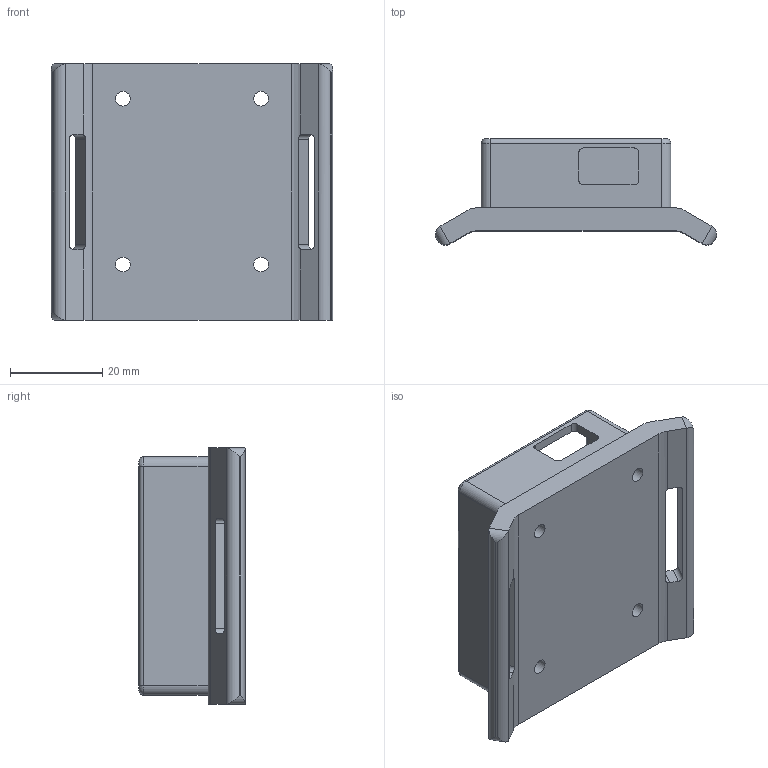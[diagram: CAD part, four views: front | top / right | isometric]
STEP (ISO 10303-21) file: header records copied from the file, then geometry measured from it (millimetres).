
FILE_DESCRIPTION(/* description */ (''),/* implementation_level */ '2;1');
FILE_NAME(/* name */ 'bottom_part_7.stp',/* time_stamp */ '2025-10-02T17:54:35+02:00',/* author */ ('Zenkner'),/* organization */ (''),/* preprocessor_version */ 'ST-DEVELOPER v19.2',/* originating_system */ 'Autodesk Inventor 2023',/* authorisation */ '');
FILE_SCHEMA (('AUTOMOTIVE_DESIGN { 1 0 10303 214 3 1 1 }'));
Length unit declared in the file: millimetre
Products named in the file (1): bottom_part_4
Bounding box: 61.05 x 23.02 x 55.7 mm (x, y, z)
Volume: 23210.9 mm3; surface area: 13132.4 mm2
Topology: 1 solids, 1 shells, 74 faces, 209 edges, 136 vertices
Faces by surface type: plane 35, cylinder 35, bspline 4
Full cylindrical faces by diameter (mm): 3.2 x4
Entity records: 2548 total; most frequent: CARTESIAN_POINT 536, ORIENTED_EDGE 418, DIRECTION 407, EDGE_CURVE 209, AXIS2_PLACEMENT_3D 139, VERTEX_POINT 136, LINE 129, VECTOR 129
